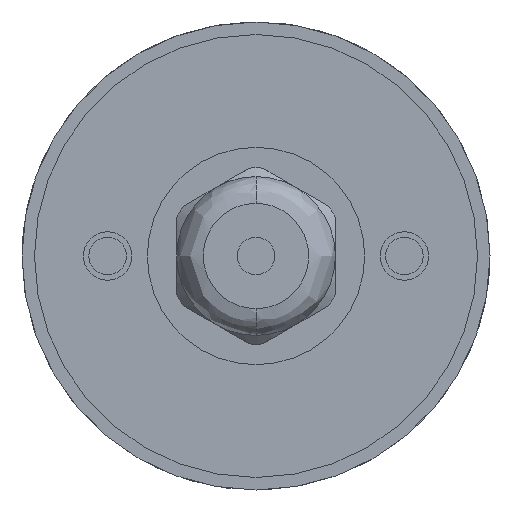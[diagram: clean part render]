
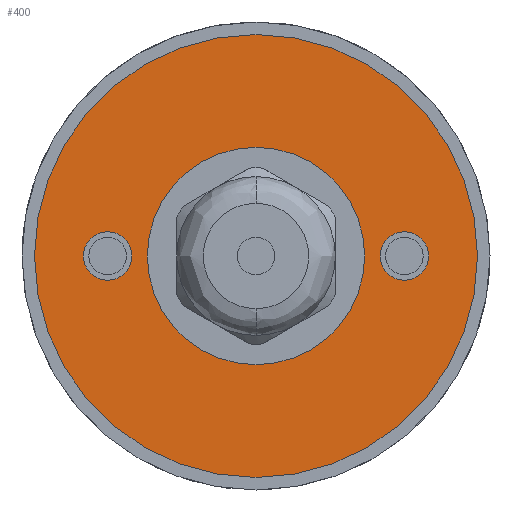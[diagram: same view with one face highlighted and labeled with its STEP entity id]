
A CAD part, front view. The second image highlights one B-rep face of the part: STEP entity #400.
In plain terms, the highlighted planar face has unit normal (0, -1, 0).
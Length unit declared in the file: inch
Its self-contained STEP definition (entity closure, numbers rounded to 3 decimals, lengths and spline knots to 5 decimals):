
#51 = DIRECTION ( 'NONE',  ( 0., 0., -1. ) ) ;
#90 = EDGE_LOOP ( 'NONE', ( #2942, #2812 ) ) ;
#121 = CARTESIAN_POINT ( 'NONE',  ( 0., -0.03937, 0. ) ) ;
#139 = AXIS2_PLACEMENT_3D ( 'NONE', #1064, #446, #1040 ) ;
#161 = CARTESIAN_POINT ( 'NONE',  ( 0., -0.03937, -0.51181 ) ) ;
#162 = EDGE_CURVE ( 'NONE', #2148, #1935, #2545, .T. ) ;
#164 = VERTEX_POINT ( 'NONE', #823 ) ;
#172 = CARTESIAN_POINT ( 'NONE',  ( -0.69882, -0.03937, 0.11417 ) ) ;
#180 = DIRECTION ( 'NONE',  ( 0., -1., 0. ) ) ;
#181 = EDGE_CURVE ( 'NONE', #3327, #2763, #1295, .T. ) ;
#253 = ORIENTED_EDGE ( 'NONE', *, *, #522, .F. ) ;
#310 = EDGE_CURVE ( 'NONE', #908, #164, #2100, .T. ) ;
#313 = AXIS2_PLACEMENT_3D ( 'NONE', #121, #1971, #2234 ) ;
#400 = ADVANCED_FACE ( 'NONE', ( #3137, #2760, #578, #635 ), #560, .F. ) ;
#401 = ORIENTED_EDGE ( 'NONE', *, *, #162, .F. ) ;
#403 = CARTESIAN_POINT ( 'NONE',  ( -0.69882, -0.03937, 0. ) ) ;
#418 = CARTESIAN_POINT ( 'NONE',  ( -0.69882, -0.03937, -0.11417 ) ) ;
#446 = DIRECTION ( 'NONE',  ( 0., -1., 0. ) ) ;
#522 = EDGE_CURVE ( 'NONE', #1873, #2861, #2094, .T. ) ;
#560 = PLANE ( 'NONE',  #725 ) ;
#578 = FACE_BOUND ( 'NONE', #2674, .T. ) ;
#607 = EDGE_LOOP ( 'NONE', ( #3101, #401 ) ) ;
#635 = FACE_BOUND ( 'NONE', #1021, .T. ) ;
#701 = AXIS2_PLACEMENT_3D ( 'NONE', #912, #1874, #51 ) ;
#705 = CARTESIAN_POINT ( 'NONE',  ( 0., -0.03937, 0. ) ) ;
#725 = AXIS2_PLACEMENT_3D ( 'NONE', #3366, #3421, #3061 ) ;
#792 = DIRECTION ( 'NONE',  ( 0., -1., 0. ) ) ;
#823 = CARTESIAN_POINT ( 'NONE',  ( 0.69882, -0.03937, -0.11417 ) ) ;
#863 = AXIS2_PLACEMENT_3D ( 'NONE', #3611, #792, #1464 ) ;
#908 = VERTEX_POINT ( 'NONE', #3534 ) ;
#912 = CARTESIAN_POINT ( 'NONE',  ( 0., -0.03937, 0. ) ) ;
#1021 = EDGE_LOOP ( 'NONE', ( #253, #3670 ) ) ;
#1040 = DIRECTION ( 'NONE',  ( 0., 0., -1. ) ) ;
#1064 = CARTESIAN_POINT ( 'NONE',  ( 0., -0.03937, 0. ) ) ;
#1246 = DIRECTION ( 'NONE',  ( 0., 0., -1. ) ) ;
#1295 = CIRCLE ( 'NONE', #1821, 0.11417 ) ;
#1400 = CARTESIAN_POINT ( 'NONE',  ( -0.69882, -0.03937, 0. ) ) ;
#1425 = AXIS2_PLACEMENT_3D ( 'NONE', #705, #1952, #3830 ) ;
#1464 = DIRECTION ( 'NONE',  ( 0., 0., -1. ) ) ;
#1490 = CARTESIAN_POINT ( 'NONE',  ( 0., -0.03937, -1.04331 ) ) ;
#1739 = CIRCLE ( 'NONE', #701, 1.04331 ) ;
#1742 = DIRECTION ( 'NONE',  ( 0., -1., 0. ) ) ;
#1792 = EDGE_CURVE ( 'NONE', #1935, #2148, #1739, .T. ) ;
#1821 = AXIS2_PLACEMENT_3D ( 'NONE', #1400, #180, #3930 ) ;
#1873 = VERTEX_POINT ( 'NONE', #161 ) ;
#1874 = DIRECTION ( 'NONE',  ( 0., 1., 0. ) ) ;
#1892 = AXIS2_PLACEMENT_3D ( 'NONE', #3305, #1742, #1246 ) ;
#1935 = VERTEX_POINT ( 'NONE', #1490 ) ;
#1952 = DIRECTION ( 'NONE',  ( 0., 1., 0. ) ) ;
#1971 = DIRECTION ( 'NONE',  ( 0., -1., 0. ) ) ;
#2094 = CIRCLE ( 'NONE', #313, 0.51181 ) ;
#2100 = CIRCLE ( 'NONE', #1892, 0.11417 ) ;
#2128 = ORIENTED_EDGE ( 'NONE', *, *, #3966, .F. ) ;
#2148 = VERTEX_POINT ( 'NONE', #3402 ) ;
#2234 = DIRECTION ( 'NONE',  ( 0., 0., -1. ) ) ;
#2373 = CIRCLE ( 'NONE', #139, 0.51181 ) ;
#2396 = ORIENTED_EDGE ( 'NONE', *, *, #181, .F. ) ;
#2545 = CIRCLE ( 'NONE', #1425, 1.04331 ) ;
#2649 = DIRECTION ( 'NONE',  ( 0., -1., 0. ) ) ;
#2674 = EDGE_LOOP ( 'NONE', ( #2128, #2396 ) ) ;
#2760 = FACE_BOUND ( 'NONE', #90, .T. ) ;
#2763 = VERTEX_POINT ( 'NONE', #418 ) ;
#2812 = ORIENTED_EDGE ( 'NONE', *, *, #310, .F. ) ;
#2855 = CARTESIAN_POINT ( 'NONE',  ( 0., -0.03937, 0.51181 ) ) ;
#2861 = VERTEX_POINT ( 'NONE', #2855 ) ;
#2942 = ORIENTED_EDGE ( 'NONE', *, *, #3375, .F. ) ;
#3061 = DIRECTION ( 'NONE',  ( 0., 0., 1. ) ) ;
#3101 = ORIENTED_EDGE ( 'NONE', *, *, #1792, .F. ) ;
#3137 = FACE_OUTER_BOUND ( 'NONE', #607, .T. ) ;
#3141 = AXIS2_PLACEMENT_3D ( 'NONE', #403, #2649, #3571 ) ;
#3168 = EDGE_CURVE ( 'NONE', #2861, #1873, #2373, .T. ) ;
#3305 = CARTESIAN_POINT ( 'NONE',  ( 0.69882, -0.03937, 0. ) ) ;
#3327 = VERTEX_POINT ( 'NONE', #172 ) ;
#3338 = CIRCLE ( 'NONE', #3141, 0.11417 ) ;
#3366 = CARTESIAN_POINT ( 'NONE',  ( 0., -0.03937, 0. ) ) ;
#3375 = EDGE_CURVE ( 'NONE', #164, #908, #3996, .T. ) ;
#3402 = CARTESIAN_POINT ( 'NONE',  ( 0., -0.03937, 1.04331 ) ) ;
#3421 = DIRECTION ( 'NONE',  ( 0., 1., 0. ) ) ;
#3534 = CARTESIAN_POINT ( 'NONE',  ( 0.69882, -0.03937, 0.11417 ) ) ;
#3571 = DIRECTION ( 'NONE',  ( 0., 0., -1. ) ) ;
#3611 = CARTESIAN_POINT ( 'NONE',  ( 0.69882, -0.03937, 0. ) ) ;
#3670 = ORIENTED_EDGE ( 'NONE', *, *, #3168, .F. ) ;
#3830 = DIRECTION ( 'NONE',  ( 0., 0., -1. ) ) ;
#3930 = DIRECTION ( 'NONE',  ( 0., 0., -1. ) ) ;
#3966 = EDGE_CURVE ( 'NONE', #2763, #3327, #3338, .T. ) ;
#3996 = CIRCLE ( 'NONE', #863, 0.11417 ) ;
